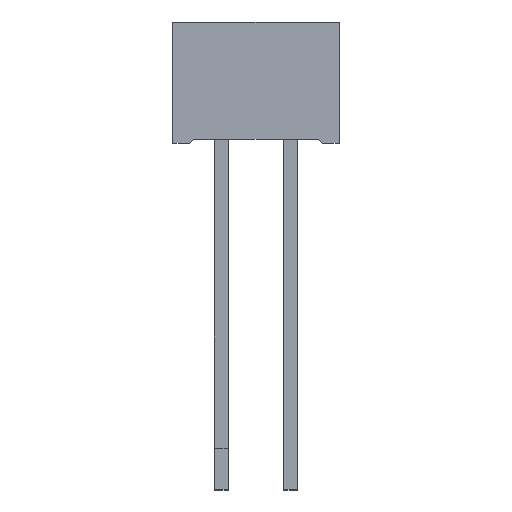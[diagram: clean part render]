
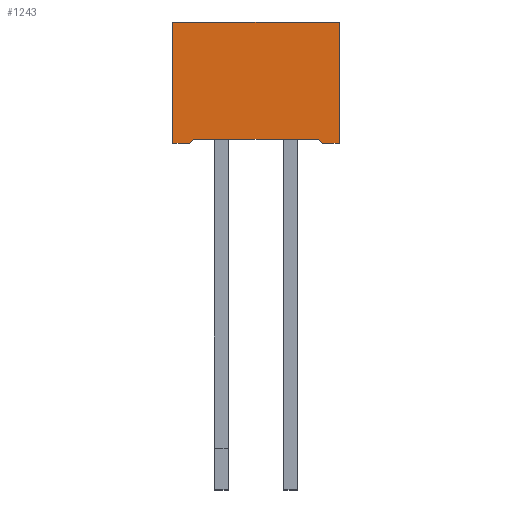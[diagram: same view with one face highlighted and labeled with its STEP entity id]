
A CAD part, top view. The second image highlights one B-rep face of the part: STEP entity #1243.
In plain terms, the highlighted planar face has unit normal (0, 0, 1).
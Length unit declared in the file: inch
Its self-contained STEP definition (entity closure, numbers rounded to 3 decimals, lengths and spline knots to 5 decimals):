
#57 = CARTESIAN_POINT ( 'NONE',  ( -0.09, 0.006, 0.087 ) ) ;
#61 = EDGE_LOOP ( 'NONE', ( #222, #907, #1048, #712, #1107, #1268, #1056, #135 ) ) ;
#92 = CARTESIAN_POINT ( 'NONE',  ( 0.096, 0., 0.087 ) ) ;
#110 = VERTEX_POINT ( 'NONE', #1206 ) ;
#135 = ORIENTED_EDGE ( 'NONE', *, *, #796, .T. ) ;
#145 = LINE ( 'NONE', #1729, #1462 ) ;
#172 = VERTEX_POINT ( 'NONE', #652 ) ;
#199 = DIRECTION ( 'NONE',  ( -1., 0., 0. ) ) ;
#203 = VECTOR ( 'NONE', #1663, 39.37008 ) ;
#222 = ORIENTED_EDGE ( 'NONE', *, *, #687, .T. ) ;
#245 = LINE ( 'NONE', #92, #203 ) ;
#256 = VERTEX_POINT ( 'NONE', #1727 ) ;
#323 = DIRECTION ( 'NONE',  ( -0.707, -0.707, 0. ) ) ;
#348 = DIRECTION ( 'NONE',  ( 0., 0., -1. ) ) ;
#362 = VERTEX_POINT ( 'NONE', #432 ) ;
#432 = CARTESIAN_POINT ( 'NONE',  ( -0.12, 0., 0.087 ) ) ;
#496 = CARTESIAN_POINT ( 'NONE',  ( -0.096, 0., 0.087 ) ) ;
#526 = CARTESIAN_POINT ( 'NONE',  ( -0.12, 0.175, 0.087 ) ) ;
#546 = VECTOR ( 'NONE', #1322, 39.37008 ) ;
#589 = VECTOR ( 'NONE', #323, 39.37008 ) ;
#611 = DIRECTION ( 'NONE',  ( 1., 0., 0. ) ) ;
#615 = VERTEX_POINT ( 'NONE', #1529 ) ;
#645 = DIRECTION ( 'NONE',  ( 1., 0., 0. ) ) ;
#652 = CARTESIAN_POINT ( 'NONE',  ( 0.12, 0., 0.087 ) ) ;
#687 = EDGE_CURVE ( 'NONE', #362, #615, #1585, .T. ) ;
#689 = LINE ( 'NONE', #496, #589 ) ;
#712 = ORIENTED_EDGE ( 'NONE', *, *, #869, .F. ) ;
#719 = PLANE ( 'NONE',  #858 ) ;
#759 = DIRECTION ( 'NONE',  ( 0., -1., 0. ) ) ;
#789 = CARTESIAN_POINT ( 'NONE',  ( -0.12, 0., 0.087 ) ) ;
#796 = EDGE_CURVE ( 'NONE', #1314, #362, #1690, .T. ) ;
#831 = CARTESIAN_POINT ( 'NONE',  ( -0.12, 0.175, 0.087 ) ) ;
#858 = AXIS2_PLACEMENT_3D ( 'NONE', #526, #348, #199 ) ;
#869 = EDGE_CURVE ( 'NONE', #110, #256, #245, .T. ) ;
#882 = VECTOR ( 'NONE', #645, 39.37008 ) ;
#896 = DIRECTION ( 'NONE',  ( -1., 0., 0. ) ) ;
#907 = ORIENTED_EDGE ( 'NONE', *, *, #927, .F. ) ;
#927 = EDGE_CURVE ( 'NONE', #1530, #615, #689, .T. ) ;
#938 = CARTESIAN_POINT ( 'NONE',  ( 0.12, 0.175, 0.087 ) ) ;
#966 = VERTEX_POINT ( 'NONE', #1108 ) ;
#1000 = EDGE_CURVE ( 'NONE', #110, #172, #145, .T. ) ;
#1015 = LINE ( 'NONE', #831, #882 ) ;
#1037 = VECTOR ( 'NONE', #759, 39.37008 ) ;
#1048 = ORIENTED_EDGE ( 'NONE', *, *, #1379, .F. ) ;
#1056 = ORIENTED_EDGE ( 'NONE', *, *, #1102, .F. ) ;
#1077 = CARTESIAN_POINT ( 'NONE',  ( -0.09, 0.006, 0.087 ) ) ;
#1102 = EDGE_CURVE ( 'NONE', #1314, #966, #1015, .T. ) ;
#1107 = ORIENTED_EDGE ( 'NONE', *, *, #1000, .T. ) ;
#1108 = CARTESIAN_POINT ( 'NONE',  ( 0.12, 0.175, 0.087 ) ) ;
#1123 = LINE ( 'NONE', #938, #1037 ) ;
#1206 = CARTESIAN_POINT ( 'NONE',  ( 0.096, 0., 0.087 ) ) ;
#1228 = EDGE_CURVE ( 'NONE', #966, #172, #1123, .T. ) ;
#1236 = FACE_OUTER_BOUND ( 'NONE', #61, .T. ) ;
#1243 = ADVANCED_FACE ( 'NONE', ( #1236 ), #719, .F. ) ;
#1268 = ORIENTED_EDGE ( 'NONE', *, *, #1228, .F. ) ;
#1277 = LINE ( 'NONE', #1077, #1399 ) ;
#1314 = VERTEX_POINT ( 'NONE', #1432 ) ;
#1322 = DIRECTION ( 'NONE',  ( 0., -1., 0. ) ) ;
#1373 = VECTOR ( 'NONE', #611, 39.37008 ) ;
#1379 = EDGE_CURVE ( 'NONE', #256, #1530, #1277, .T. ) ;
#1399 = VECTOR ( 'NONE', #896, 39.37008 ) ;
#1432 = CARTESIAN_POINT ( 'NONE',  ( -0.12, 0.175, 0.087 ) ) ;
#1462 = VECTOR ( 'NONE', #1545, 39.37008 ) ;
#1506 = CARTESIAN_POINT ( 'NONE',  ( -0.12, 0.175, 0.087 ) ) ;
#1529 = CARTESIAN_POINT ( 'NONE',  ( -0.096, 0., 0.087 ) ) ;
#1530 = VERTEX_POINT ( 'NONE', #57 ) ;
#1545 = DIRECTION ( 'NONE',  ( 1., 0., 0. ) ) ;
#1585 = LINE ( 'NONE', #789, #1373 ) ;
#1663 = DIRECTION ( 'NONE',  ( -0.707, 0.707, 0. ) ) ;
#1690 = LINE ( 'NONE', #1506, #546 ) ;
#1727 = CARTESIAN_POINT ( 'NONE',  ( 0.09, 0.006, 0.087 ) ) ;
#1729 = CARTESIAN_POINT ( 'NONE',  ( -0.12, 0., 0.087 ) ) ;
